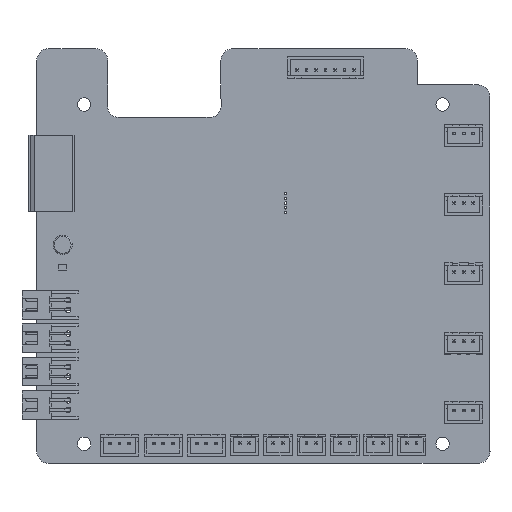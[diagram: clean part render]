
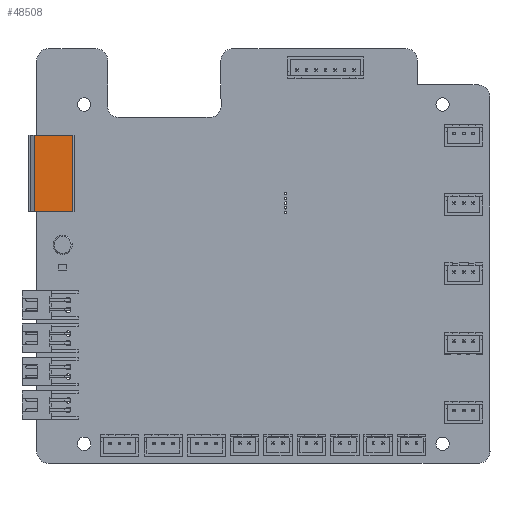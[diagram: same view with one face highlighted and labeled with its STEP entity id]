
A CAD part, top view. The second image highlights one B-rep face of the part: STEP entity #48508.
In plain terms, the highlighted face is planar.
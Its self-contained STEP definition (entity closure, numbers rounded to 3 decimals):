
#40726 = PLANE('',#40727);
#40727 = AXIS2_PLACEMENT_3D('',#40728,#40729,#40730);
#40728 = CARTESIAN_POINT('',(-10.,12.,4.235));
#40729 = DIRECTION('',(1.,0.,0.));
#40730 = DIRECTION('',(0.,0.,-1.));
#40782 = PLANE('',#40783);
#40783 = AXIS2_PLACEMENT_3D('',#40784,#40785,#40786);
#40784 = CARTESIAN_POINT('',(10.,12.,4.235));
#40785 = DIRECTION('',(-1.,0.,0.));
#40786 = DIRECTION('',(0.,0.,1.));
#42771 = EDGE_CURVE('',#42772,#42774,#42776,.T.);
#42772 = VERTEX_POINT('',#42773);
#42773 = CARTESIAN_POINT('',(-10.,10.5,-3.735));
#42774 = VERTEX_POINT('',#42775);
#42775 = CARTESIAN_POINT('',(-10.,0.3,-3.735));
#42776 = SURFACE_CURVE('',#42777,(#42781,#42788),.PCURVE_S1.);
#42777 = LINE('',#42778,#42779);
#42778 = CARTESIAN_POINT('',(-10.,12.,-3.735));
#42779 = VECTOR('',#42780,1.);
#42780 = DIRECTION('',(0.,-1.,0.));
#42781 = PCURVE('',#40726,#42782);
#42782 = DEFINITIONAL_REPRESENTATION('',(#42783),#42787);
#42783 = LINE('',#42784,#42785);
#42784 = CARTESIAN_POINT('',(7.97,0.));
#42785 = VECTOR('',#42786,1.);
#42786 = DIRECTION('',(0.,-1.));
#42787 = ( GEOMETRIC_REPRESENTATION_CONTEXT(2) 
PARAMETRIC_REPRESENTATION_CONTEXT() REPRESENTATION_CONTEXT('2D SPACE',''
  ) );
#42788 = PCURVE('',#42789,#42794);
#42789 = PLANE('',#42790);
#42790 = AXIS2_PLACEMENT_3D('',#42791,#42792,#42793);
#42791 = CARTESIAN_POINT('',(-18.,10.5,-3.735));
#42792 = DIRECTION('',(0.,0.,1.));
#42793 = DIRECTION('',(0.,-1.,0.));
#42794 = DEFINITIONAL_REPRESENTATION('',(#42795),#42799);
#42795 = LINE('',#42796,#42797);
#42796 = CARTESIAN_POINT('',(-1.5,8.));
#42797 = VECTOR('',#42798,1.);
#42798 = DIRECTION('',(1.,0.));
#42799 = ( GEOMETRIC_REPRESENTATION_CONTEXT(2) 
PARAMETRIC_REPRESENTATION_CONTEXT() REPRESENTATION_CONTEXT('2D SPACE',''
  ) );
#42817 = PLANE('',#42818);
#42818 = AXIS2_PLACEMENT_3D('',#42819,#42820,#42821);
#42819 = CARTESIAN_POINT('',(0.,0.,-3.435));
#42820 = DIRECTION('',(0.,0.707,0.707));
#42821 = DIRECTION('',(1.,0.,0.));
#43101 = PLANE('',#43102);
#43102 = AXIS2_PLACEMENT_3D('',#43103,#43104,#43105);
#43103 = CARTESIAN_POINT('',(-18.,10.5,-4.235));
#43104 = DIRECTION('',(0.,1.,0.));
#43105 = DIRECTION('',(0.,0.,1.));
#43142 = VERTEX_POINT('',#43143);
#43143 = CARTESIAN_POINT('',(10.,0.3,-3.735));
#43164 = EDGE_CURVE('',#43165,#43142,#43167,.T.);
#43165 = VERTEX_POINT('',#43166);
#43166 = CARTESIAN_POINT('',(10.,10.5,-3.735));
#43167 = SURFACE_CURVE('',#43168,(#43172,#43179),.PCURVE_S1.);
#43168 = LINE('',#43169,#43170);
#43169 = CARTESIAN_POINT('',(10.,10.5,-3.735));
#43170 = VECTOR('',#43171,1.);
#43171 = DIRECTION('',(0.,-1.,0.));
#43172 = PCURVE('',#40782,#43173);
#43173 = DEFINITIONAL_REPRESENTATION('',(#43174),#43178);
#43174 = LINE('',#43175,#43176);
#43175 = CARTESIAN_POINT('',(-7.97,-1.5));
#43176 = VECTOR('',#43177,1.);
#43177 = DIRECTION('',(0.,-1.));
#43178 = ( GEOMETRIC_REPRESENTATION_CONTEXT(2) 
PARAMETRIC_REPRESENTATION_CONTEXT() REPRESENTATION_CONTEXT('2D SPACE',''
  ) );
#43179 = PCURVE('',#42789,#43180);
#43180 = DEFINITIONAL_REPRESENTATION('',(#43181),#43185);
#43181 = LINE('',#43182,#43183);
#43182 = CARTESIAN_POINT('',(0.,28.));
#43183 = VECTOR('',#43184,1.);
#43184 = DIRECTION('',(1.,0.));
#43185 = ( GEOMETRIC_REPRESENTATION_CONTEXT(2) 
PARAMETRIC_REPRESENTATION_CONTEXT() REPRESENTATION_CONTEXT('2D SPACE',''
  ) );
#48480 = EDGE_CURVE('',#42772,#43165,#48481,.T.);
#48481 = SURFACE_CURVE('',#48482,(#48486,#48493),.PCURVE_S1.);
#48482 = LINE('',#48483,#48484);
#48483 = CARTESIAN_POINT('',(-18.,10.5,-3.735));
#48484 = VECTOR('',#48485,1.);
#48485 = DIRECTION('',(1.,0.,0.));
#48486 = PCURVE('',#43101,#48487);
#48487 = DEFINITIONAL_REPRESENTATION('',(#48488),#48492);
#48488 = LINE('',#48489,#48490);
#48489 = CARTESIAN_POINT('',(0.5,0.));
#48490 = VECTOR('',#48491,1.);
#48491 = DIRECTION('',(0.,1.));
#48492 = ( GEOMETRIC_REPRESENTATION_CONTEXT(2) 
PARAMETRIC_REPRESENTATION_CONTEXT() REPRESENTATION_CONTEXT('2D SPACE',''
  ) );
#48493 = PCURVE('',#42789,#48494);
#48494 = DEFINITIONAL_REPRESENTATION('',(#48495),#48499);
#48495 = LINE('',#48496,#48497);
#48496 = CARTESIAN_POINT('',(0.,0.));
#48497 = VECTOR('',#48498,1.);
#48498 = DIRECTION('',(0.,1.));
#48499 = ( GEOMETRIC_REPRESENTATION_CONTEXT(2) 
PARAMETRIC_REPRESENTATION_CONTEXT() REPRESENTATION_CONTEXT('2D SPACE',''
  ) );
#48508 = ADVANCED_FACE('',(#48509),#42789,.F.);
#48509 = FACE_BOUND('',#48510,.T.);
#48510 = EDGE_LOOP('',(#48511,#48512,#48533,#48534));
#48511 = ORIENTED_EDGE('',*,*,#43164,.T.);
#48512 = ORIENTED_EDGE('',*,*,#48513,.T.);
#48513 = EDGE_CURVE('',#43142,#42774,#48514,.T.);
#48514 = SURFACE_CURVE('',#48515,(#48519,#48526),.PCURVE_S1.);
#48515 = LINE('',#48516,#48517);
#48516 = CARTESIAN_POINT('',(-18.,0.3,-3.735));
#48517 = VECTOR('',#48518,1.);
#48518 = DIRECTION('',(-1.,0.,0.));
#48519 = PCURVE('',#42789,#48520);
#48520 = DEFINITIONAL_REPRESENTATION('',(#48521),#48525);
#48521 = LINE('',#48522,#48523);
#48522 = CARTESIAN_POINT('',(10.2,0.));
#48523 = VECTOR('',#48524,1.);
#48524 = DIRECTION('',(0.,-1.));
#48525 = ( GEOMETRIC_REPRESENTATION_CONTEXT(2) 
PARAMETRIC_REPRESENTATION_CONTEXT() REPRESENTATION_CONTEXT('2D SPACE',''
  ) );
#48526 = PCURVE('',#42817,#48527);
#48527 = DEFINITIONAL_REPRESENTATION('',(#48528),#48532);
#48528 = LINE('',#48529,#48530);
#48529 = CARTESIAN_POINT('',(-18.,0.424));
#48530 = VECTOR('',#48531,1.);
#48531 = DIRECTION('',(-1.,0.));
#48532 = ( GEOMETRIC_REPRESENTATION_CONTEXT(2) 
PARAMETRIC_REPRESENTATION_CONTEXT() REPRESENTATION_CONTEXT('2D SPACE',''
  ) );
#48533 = ORIENTED_EDGE('',*,*,#42771,.F.);
#48534 = ORIENTED_EDGE('',*,*,#48480,.T.);
